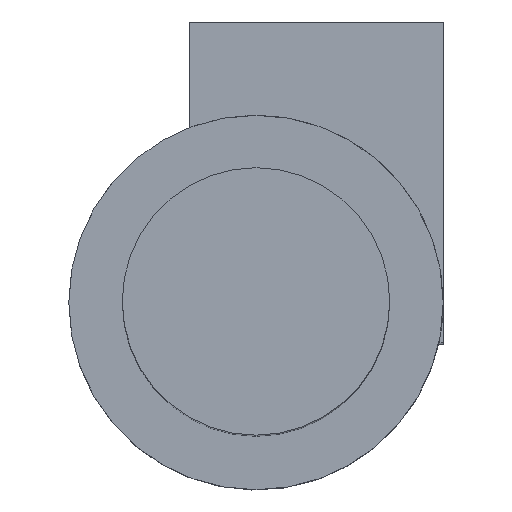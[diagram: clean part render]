
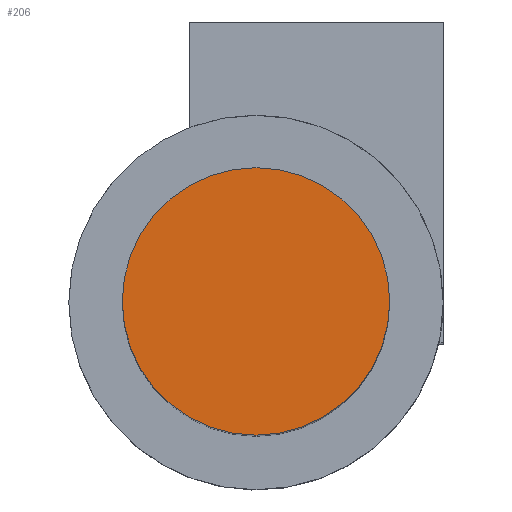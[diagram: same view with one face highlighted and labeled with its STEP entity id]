
A CAD part, top view. The second image highlights one B-rep face of the part: STEP entity #206.
In plain terms, the highlighted planar face has unit normal (0, 0, 1).
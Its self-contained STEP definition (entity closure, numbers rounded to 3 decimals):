
#60=FACE_OUTER_BOUND('',#74,.T.);
#74=EDGE_LOOP('',(#149));
#90=CIRCLE('',#237,2.5);
#99=VERTEX_POINT('',#329);
#117=EDGE_CURVE('',#99,#99,#90,.T.);
#149=ORIENTED_EDGE('',*,*,#117,.T.);
#194=PLANE('',#238);
#206=ADVANCED_FACE('',(#60),#194,.T.);
#237=AXIS2_PLACEMENT_3D('',#330,#269,#270);
#238=AXIS2_PLACEMENT_3D('',#332,#272,#273);
#269=DIRECTION('center_axis',(0.,0.,1.));
#270=DIRECTION('ref_axis',(-1.,0.,0.));
#272=DIRECTION('center_axis',(0.,0.,1.));
#273=DIRECTION('ref_axis',(-1.,0.,0.));
#329=CARTESIAN_POINT('',(3.75,0.75,15.));
#330=CARTESIAN_POINT('Origin',(1.25,0.75,15.));
#332=CARTESIAN_POINT('Origin',(1.25,0.75,15.));
